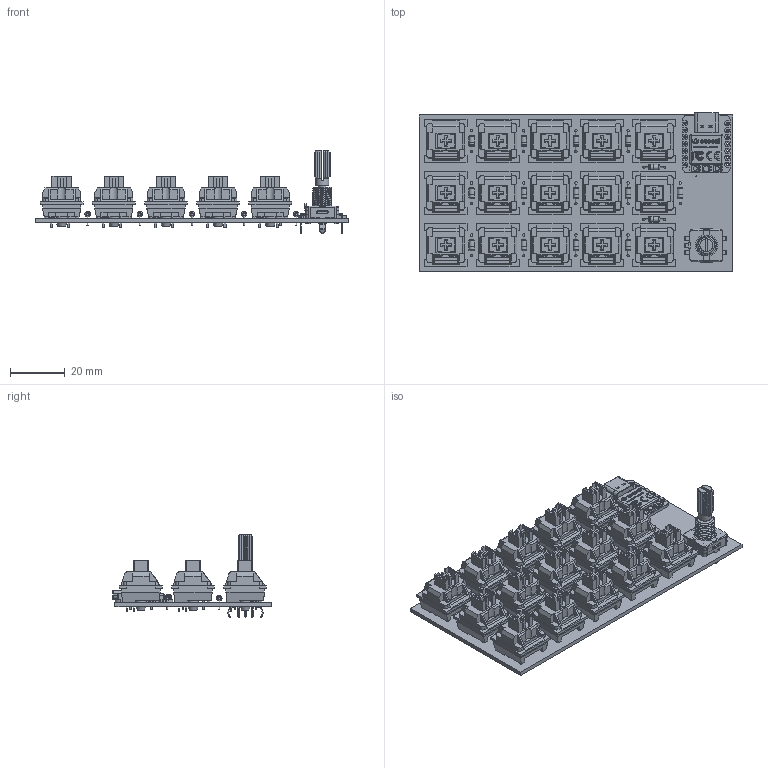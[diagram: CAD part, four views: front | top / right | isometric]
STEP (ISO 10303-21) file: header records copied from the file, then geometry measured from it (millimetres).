
FILE_DESCRIPTION(/* description */ ('KiCad electronic assembly'),/* implementation_level */ '2;1');
FILE_NAME(/* name */ 'FreePad V2 PCB.step',/* time_stamp */ '2025-08-29T21:57:56+01:00',/* author */ (''),/* organization */ (''),/* preprocessor_version */ 'ST-DEVELOPER v20.1',/* originating_system */ 'Autodesk Translation Framework v14.10.0.0',/* authorisation */ '');
FILE_SCHEMA (('AUTOMOTIVE_DESIGN { 1 0 10303 214 3 1 1 }'));
Products named in the file (19): FreePad V2 1; EC11_Rotary_Encoder_Switched; FreePad V2_PCB; D_DO-35_SOD27_P7.62mm_Horizontal; REDragon-MX-ZT02; Body; Button; Pins; Seeed Studio XIAO RP2040; main; type-c v2; smd_button v3; SK6805-2.4x2.7 v1; Shell; DOUT; DIN; VSS; VDD; smd_button v3(Mirror)
Assembly tree (46 placements, depth 5):
  FreePad V2 1
    REDragon-MX-ZT02  x15
      Body
      Button
      Pins
    D_DO-35_SOD27_P7.62mm_Horizontal  x15
    EC11_Rotary_Encoder_Switched
    FreePad V2_PCB
    Seeed Studio XIAO RP2040
      main
        type-c v2
        smd_button v3
        SK6805-2.4x2.7 v1
          Shell
          DOUT
          DIN
          VSS
          VDD
        smd_button v3(Mirror)
Bounding box: 114.36 x 58.07 x 30.08 mm (x, y, z)
Volume: 37659.7 mm3; surface area: 41765.3 mm2
Topology: 184 solids, 184 shells, 4729 faces, 12056 edges, 7833 vertices
Faces by surface type: plane 3665, cylinder 699, bspline 204, torus 96, cone 55, sphere 10
Full cylindrical faces by diameter (mm): 0.3 x4, 0.4 x1, 0.5 x47, 0.8 x44, 0.889 x14, 1 x35, 1.5 x32, 1.7 x30, 2 x31, 2.02 x15, 3 x2, 3.8 x15, 4 x15, 4.7 x1, 7 x8
Entity records: 70562 total; most frequent: CARTESIAN_POINT 17652, ORIENTED_EDGE 10768, DIRECTION 9913, EDGE_CURVE 5384, LINE 3865, VECTOR 3865, VERTEX_POINT 3479, AXIS2_PLACEMENT_3D 3024
